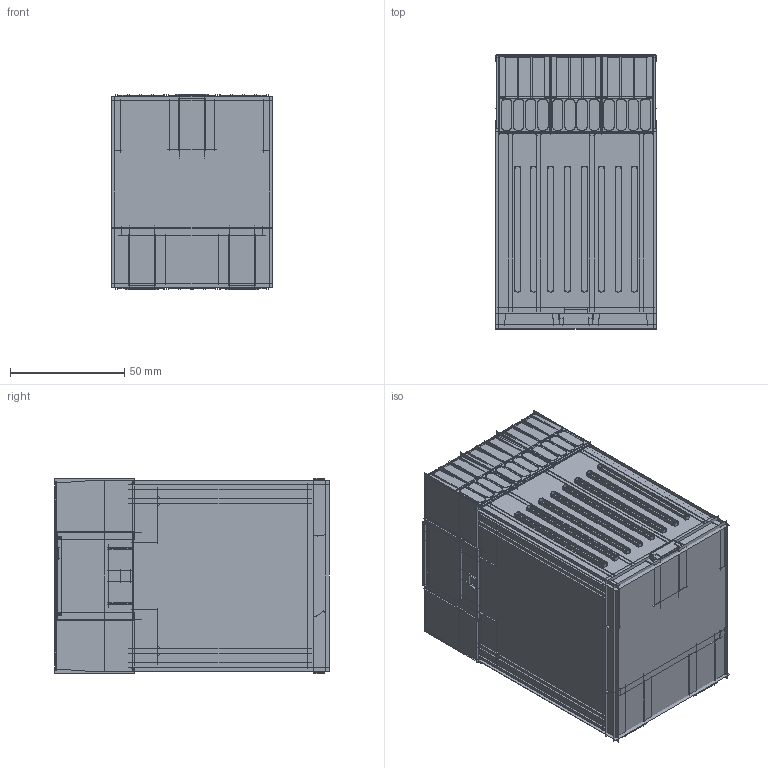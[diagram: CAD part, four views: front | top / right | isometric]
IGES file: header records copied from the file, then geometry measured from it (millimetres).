
Start section:  PTC IGES file: 209644.igs
Global section: file name: 209644.igs; native system: Creo Parametric by PTC Inc.; preprocessor: 2018300; author: pdmadmin; organization: Unknown; date: 20190306.140005; units: millimetre
Bounding box: 70.2 x 120.07 x 85.62 mm (x, y, z)
Volume: 157724.7 mm3; surface area: 1202737.4 mm2
Topology: 31 solids, 31 shells, 5722 faces, 30322 edges, 38472 vertices
Faces by surface type: bspline 4286, revolution 1436
